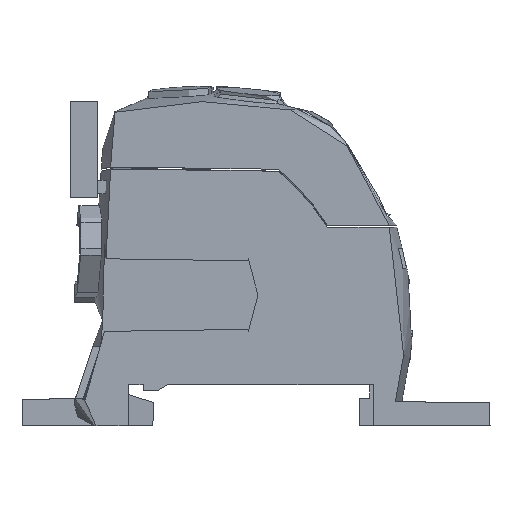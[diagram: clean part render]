
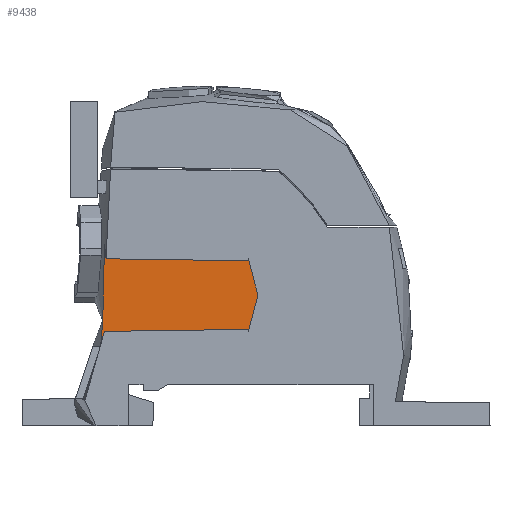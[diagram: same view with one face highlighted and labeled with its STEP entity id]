
A CAD part, left-side view. The second image highlights one B-rep face of the part: STEP entity #9438.
In plain terms, the highlighted planar face has unit normal (-1, 0.009, 0).
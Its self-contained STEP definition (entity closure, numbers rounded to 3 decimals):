
#9428=AXIS2_PLACEMENT_3D('Plane Axis2P3D',#9425,#9426,#9427) ;
#4727=CARTESIAN_POINT('Vertex',(1.763,56.265,15.335)) ;
#4731=CARTESIAN_POINT('Control Point',(1.761,56.017,26.368)) ;
#4732=CARTESIAN_POINT('Control Point',(1.762,56.123,23.612)) ;
#4733=CARTESIAN_POINT('Control Point',(1.762,56.199,20.851)) ;
#4734=CARTESIAN_POINT('Control Point',(1.763,56.247,18.102)) ;
#4735=CARTESIAN_POINT('Control Point',(1.763,56.265,15.335)) ;
#4736=CARTESIAN_POINT('Vertex',(1.761,56.017,26.368)) ;
#4953=CARTESIAN_POINT('Line Origine',(1.671,45.714,26.121)) ;
#4957=CARTESIAN_POINT('Vertex',(1.581,35.412,25.874)) ;
#4982=CARTESIAN_POINT('Vertex',(1.565,33.572,19.)) ;
#4985=CARTESIAN_POINT('Line Origine',(1.573,34.492,22.437)) ;
#5002=CARTESIAN_POINT('Line Origine',(1.573,34.492,15.563)) ;
#5006=CARTESIAN_POINT('Vertex',(1.581,35.412,12.126)) ;
#5036=CARTESIAN_POINT('Line Origine',(1.673,45.988,11.872)) ;
#5040=CARTESIAN_POINT('Vertex',(1.766,56.565,11.619)) ;
#5518=CARTESIAN_POINT('Control Point',(1.763,56.265,15.335)) ;
#5519=CARTESIAN_POINT('Control Point',(1.763,56.273,14.095)) ;
#5520=CARTESIAN_POINT('Control Point',(1.764,56.374,12.844)) ;
#5521=CARTESIAN_POINT('Control Point',(1.766,56.565,11.619)) ;
#9425=CARTESIAN_POINT('Axis2P3D Location',(1.717,51.,19.)) ;
#4954=DIRECTION('Vector Direction',(0.009,1.,0.024)) ;
#4986=DIRECTION('Vector Direction',(-0.002,-0.259,-0.966)) ;
#5003=DIRECTION('Vector Direction',(-0.002,-0.259,0.966)) ;
#5037=DIRECTION('Vector Direction',(0.009,1.,-0.024)) ;
#9426=DIRECTION('Axis2P3D Direction',(1.,-0.009,0.)) ;
#9427=DIRECTION('Axis2P3D XDirection',(0.,0.,1.)) ;
#4955=VECTOR('Line Direction',#4954,1.) ;
#4987=VECTOR('Line Direction',#4986,1.) ;
#5004=VECTOR('Line Direction',#5003,1.) ;
#5038=VECTOR('Line Direction',#5037,1.) ;
#9431=ORIENTED_EDGE('',*,*,#5042,.F.) ;
#9432=ORIENTED_EDGE('',*,*,#5008,.T.) ;
#9433=ORIENTED_EDGE('',*,*,#4989,.F.) ;
#9434=ORIENTED_EDGE('',*,*,#4959,.T.) ;
#9435=ORIENTED_EDGE('',*,*,#4738,.T.) ;
#9436=ORIENTED_EDGE('',*,*,#5522,.T.) ;
#9438=ADVANCED_FACE('V1',(#9437),#9429,.F.) ;
#4730=B_SPLINE_CURVE_WITH_KNOTS('',4,(#4731,#4732,#4733,#4734,#4735),.UNSPECIFIED.,.F.,.U.,(5,5),(0.,15.593),.UNSPECIFIED.) ;
#5517=B_SPLINE_CURVE_WITH_KNOTS('',3,(#5518,#5519,#5520,#5521),.UNSPECIFIED.,.F.,.U.,(4,4),(0.,339.006),.UNSPECIFIED.) ;
#4738=EDGE_CURVE('',#4737,#4728,#4730,.T.) ;
#4959=EDGE_CURVE('',#4958,#4737,#4956,.T.) ;
#4989=EDGE_CURVE('',#4958,#4983,#4988,.T.) ;
#5008=EDGE_CURVE('',#5007,#4983,#5005,.T.) ;
#5042=EDGE_CURVE('',#5007,#5041,#5039,.T.) ;
#5522=EDGE_CURVE('',#4728,#5041,#5517,.T.) ;
#9430=EDGE_LOOP('',(#9431,#9432,#9433,#9434,#9435,#9436)) ;
#9437=FACE_OUTER_BOUND('',#9430,.T.) ;
#4956=LINE('Line',#4953,#4955) ;
#4988=LINE('Line',#4985,#4987) ;
#5005=LINE('Line',#5002,#5004) ;
#5039=LINE('Line',#5036,#5038) ;
#9429=PLANE('',#9428) ;
#4728=VERTEX_POINT('',#4727) ;
#4737=VERTEX_POINT('',#4736) ;
#4958=VERTEX_POINT('',#4957) ;
#4983=VERTEX_POINT('',#4982) ;
#5007=VERTEX_POINT('',#5006) ;
#5041=VERTEX_POINT('',#5040) ;
